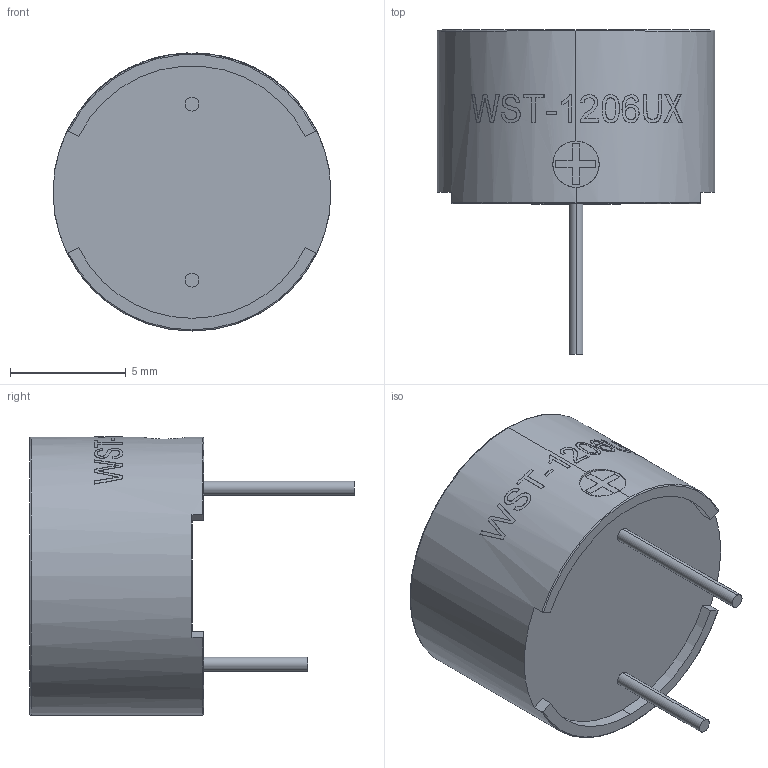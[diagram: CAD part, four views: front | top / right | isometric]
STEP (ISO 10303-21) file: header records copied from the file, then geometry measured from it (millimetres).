
FILE_DESCRIPTION (( 'STEP AP203' ), '1' );
FILE_NAME ('WST-1206UX.STEP', '2017-01-03T19:29:27', ( 'Gem' ), ( '' ), 'SwSTEP 2.0', 'SolidWorks 2013', '' );
FILE_SCHEMA (( 'CONFIG_CONTROL_DESIGN' ));
Length unit declared in the file: millimetre
Products named in the file (1): WST-1206UX
Bounding box: 12 x 14 x 12.01 mm (x, y, z)
Volume: 797.7 mm3; surface area: 549.2 mm2
Topology: 4 solids, 4 shells, 177 faces, 465 edges, 309 vertices
Faces by surface type: bspline 82, plane 65, cylinder 25, torus 5
Entity records: 10743 total; most frequent: CARTESIAN_POINT 6979, ORIENTED_EDGE 930, DIRECTION 477, EDGE_CURVE 465, VERTEX_POINT 309, B_SPLINE_CURVE_WITH_KNOTS 266, EDGE_LOOP 190, AXIS2_PLACEMENT_3D 182
